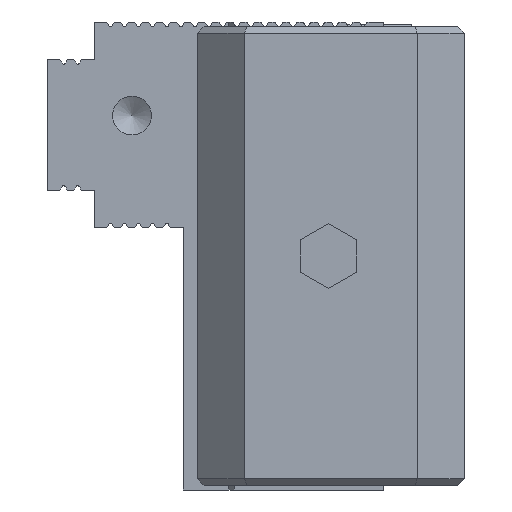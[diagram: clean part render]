
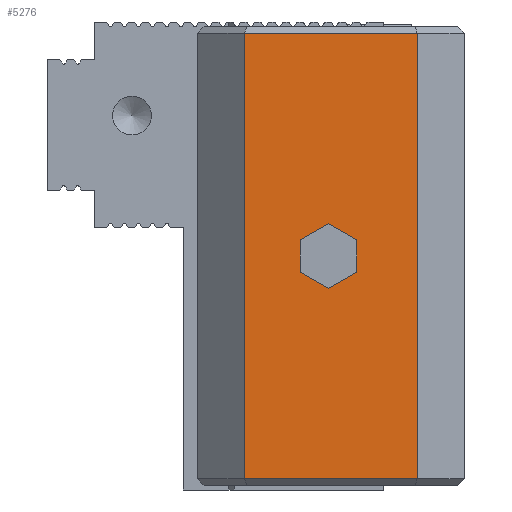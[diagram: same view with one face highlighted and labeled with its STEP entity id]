
A CAD part, left-side view. The second image highlights one B-rep face of the part: STEP entity #5276.
In plain terms, the highlighted planar face has unit normal (-1, 0, 0).
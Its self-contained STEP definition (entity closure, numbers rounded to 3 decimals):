
#60=FACE_BOUND('',#673,.T.);
#413=FACE_OUTER_BOUND('',#672,.T.);
#672=EDGE_LOOP('',(#4432,#4433,#4434,#4435));
#673=EDGE_LOOP('',(#4436,#4437,#4438,#4439,#4440,#4441));
#782=LINE('',#7190,#1393);
#785=LINE('',#7196,#1396);
#788=LINE('',#7202,#1399);
#791=LINE('',#7208,#1402);
#794=LINE('',#7214,#1405);
#797=LINE('',#7218,#1408);
#1223=LINE('',#8449,#1834);
#1249=LINE('',#8501,#1860);
#1256=LINE('',#8513,#1867);
#1257=LINE('',#8515,#1868);
#1393=VECTOR('',#5828,10.);
#1396=VECTOR('',#5833,10.);
#1399=VECTOR('',#5838,10.);
#1402=VECTOR('',#5843,10.);
#1405=VECTOR('',#5848,10.);
#1408=VECTOR('',#5853,10.);
#1834=VECTOR('',#6843,10.);
#1860=VECTOR('',#6885,10.);
#1867=VECTOR('',#6900,10.);
#1868=VECTOR('',#6903,10.);
#1988=VERTEX_POINT('',#7187);
#1989=VERTEX_POINT('',#7189);
#1991=VERTEX_POINT('',#7195);
#1993=VERTEX_POINT('',#7201);
#1995=VERTEX_POINT('',#7207);
#1997=VERTEX_POINT('',#7213);
#2350=VERTEX_POINT('',#8441);
#2352=VERTEX_POINT('',#8447);
#2368=VERTEX_POINT('',#8493);
#2370=VERTEX_POINT('',#8499);
#2490=EDGE_CURVE('',#1989,#1988,#782,.T.);
#2493=EDGE_CURVE('',#1991,#1989,#785,.T.);
#2496=EDGE_CURVE('',#1993,#1991,#788,.T.);
#2499=EDGE_CURVE('',#1995,#1993,#791,.T.);
#2502=EDGE_CURVE('',#1997,#1995,#794,.T.);
#2505=EDGE_CURVE('',#1988,#1997,#797,.T.);
#3041=EDGE_CURVE('',#2352,#2350,#1223,.T.);
#3067=EDGE_CURVE('',#2370,#2368,#1249,.T.);
#3074=EDGE_CURVE('',#2352,#2368,#1256,.T.);
#3075=EDGE_CURVE('',#2350,#2370,#1257,.T.);
#4432=ORIENTED_EDGE('',*,*,#3041,.F.);
#4433=ORIENTED_EDGE('',*,*,#3074,.T.);
#4434=ORIENTED_EDGE('',*,*,#3067,.F.);
#4435=ORIENTED_EDGE('',*,*,#3075,.F.);
#4436=ORIENTED_EDGE('',*,*,#2490,.T.);
#4437=ORIENTED_EDGE('',*,*,#2505,.T.);
#4438=ORIENTED_EDGE('',*,*,#2502,.T.);
#4439=ORIENTED_EDGE('',*,*,#2499,.T.);
#4440=ORIENTED_EDGE('',*,*,#2496,.T.);
#4441=ORIENTED_EDGE('',*,*,#2493,.T.);
#4769=PLANE('',#5658);
#5276=ADVANCED_FACE('',(#413,#60),#4769,.T.);
#5658=AXIS2_PLACEMENT_3D('',#8514,#6901,#6902);
#5828=DIRECTION('',(0.,0.866,0.5));
#5833=DIRECTION('',(0.,0.866,-0.5));
#5838=DIRECTION('',(0.,0.,-1.));
#5843=DIRECTION('',(0.,-0.866,-0.5));
#5848=DIRECTION('',(0.,-0.866,0.5));
#5853=DIRECTION('',(0.,0.,1.));
#6843=DIRECTION('',(0.,-1.,0.));
#6885=DIRECTION('',(0.,1.,0.));
#6900=DIRECTION('',(0.,0.,-1.));
#6901=DIRECTION('center_axis',(-1.,0.,0.));
#6902=DIRECTION('ref_axis',(0.,0.,
-1.));
#6903=DIRECTION('',(0.,0.,-1.));
#7187=CARTESIAN_POINT('',(-52.539,19.946,11.753));
#7189=CARTESIAN_POINT('',(-52.539,16.946,10.02));
#7190=CARTESIAN_POINT('',(-52.539,20.509,12.077));
#7195=CARTESIAN_POINT('',(-52.539,13.946,11.753));
#7196=CARTESIAN_POINT('',(-52.539,16.196,10.453));
#7201=CARTESIAN_POINT('',(-52.539,13.946,15.217));
#7202=CARTESIAN_POINT('',(-52.539,13.946,14.134));
#7207=CARTESIAN_POINT('',(-52.539,16.946,16.949));
#7208=CARTESIAN_POINT('',(-52.539,16.009,16.407));
#7213=CARTESIAN_POINT('',(-52.539,19.946,15.217));
#7214=CARTESIAN_POINT('',(-52.539,17.696,16.516));
#7218=CARTESIAN_POINT('',(-52.539,19.946,15.866));
#8441=CARTESIAN_POINT('',(-52.539,7.446,37.285));
#8447=CARTESIAN_POINT('',(-52.539,25.946,37.285));
#8449=CARTESIAN_POINT('',(-52.539,21.59,37.285));
#8493=CARTESIAN_POINT('',(-52.539,25.946,-10.315));
#8499=CARTESIAN_POINT('',(-52.539,7.446,-10.315));
#8501=CARTESIAN_POINT('',(-52.539,21.59,-10.315));
#8513=CARTESIAN_POINT('',(-52.539,25.946,37.985));
#8514=CARTESIAN_POINT('Origin',(-52.539,25.946,37.985));
#8515=CARTESIAN_POINT('',(-52.539,7.446,37.985));
